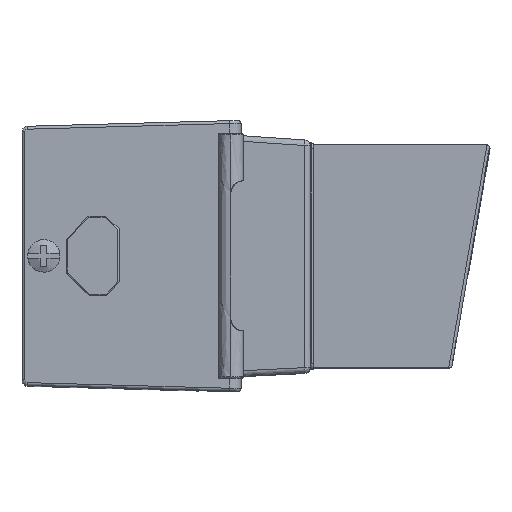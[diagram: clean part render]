
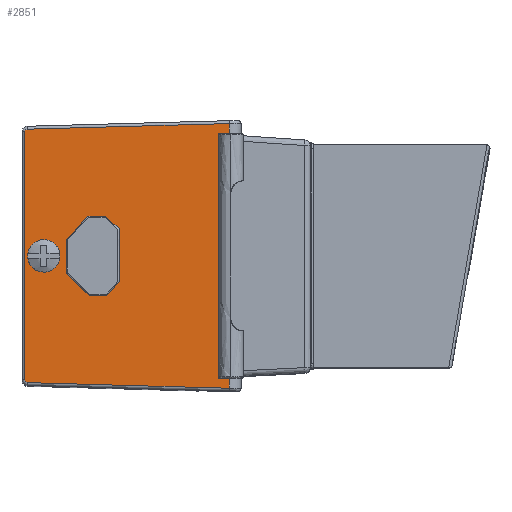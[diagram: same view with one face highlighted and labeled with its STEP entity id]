
A CAD part, top view. The second image highlights one B-rep face of the part: STEP entity #2851.
In plain terms, the highlighted free-form (B-spline) face has degree [1, 1] with [2, 2] control points.
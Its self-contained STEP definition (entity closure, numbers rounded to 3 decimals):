
#2177=CARTESIAN_POINT('',(17.2,20.8,44.));
#2178=VERTEX_POINT('',#2177);
#2185=CARTESIAN_POINT('',(15.3,20.8,44.));
#2186=VERTEX_POINT('',#2185);
#2187=CARTESIAN_POINT('',(17.2,20.8,44.));
#2188=CARTESIAN_POINT('',(15.3,20.8,44.));
#2189=B_SPLINE_CURVE_WITH_KNOTS('',1,(#2187,#2188),.POLYLINE_FORM.,.F.,.U.,(2,2),(0.,0.487),.UNSPECIFIED.);
#2190=EDGE_CURVE('',#2178,#2186,#2189,.T.);
#2221=CARTESIAN_POINT('',(15.3,-20.8,44.));
#2222=VERTEX_POINT('',#2221);
#2223=CARTESIAN_POINT('',(15.3,20.8,44.));
#2224=CARTESIAN_POINT('',(15.3,-20.8,44.));
#2225=B_SPLINE_CURVE_WITH_KNOTS('',1,(#2223,#2224),.POLYLINE_FORM.,.F.,.U.,(2,2),(0.,1.),.UNSPECIFIED.);
#2226=EDGE_CURVE('',#2186,#2222,#2225,.T.);
#2241=CARTESIAN_POINT('',(17.2,-20.8,44.));
#2242=VERTEX_POINT('',#2241);
#2243=CARTESIAN_POINT('',(15.3,-20.8,44.));
#2244=CARTESIAN_POINT('',(17.2,-20.8,44.));
#2245=B_SPLINE_CURVE_WITH_KNOTS('',1,(#2243,#2244),.POLYLINE_FORM.,.F.,.U.,(2,2),(0.513,1.),.UNSPECIFIED.);
#2246=EDGE_CURVE('',#2222,#2242,#2245,.T.);
#2557=CARTESIAN_POINT('',(17.2,22.478,44.));
#2558=VERTEX_POINT('',#2557);
#2566=CARTESIAN_POINT('',(-17.062,21.526,44.));
#2567=VERTEX_POINT('',#2566);
#2575=CARTESIAN_POINT('',(-17.062,21.526,44.));
#2576=CARTESIAN_POINT('',(17.2,22.478,44.));
#2577=B_SPLINE_CURVE_WITH_KNOTS('',1,(#2575,#2576),.POLYLINE_FORM.,.F.,.U.,(2,2),(0.056,1.),.UNSPECIFIED.);
#2578=EDGE_CURVE('',#2567,#2558,#2577,.T.);
#2713=CARTESIAN_POINT('',(17.2,22.478,44.));
#2714=CARTESIAN_POINT('',(17.2,20.8,44.));
#2715=B_SPLINE_CURVE_WITH_KNOTS('',1,(#2713,#2714),.POLYLINE_FORM.,.F.,.U.,(2,2),(0.954,0.989),.UNSPECIFIED.);
#2716=EDGE_CURVE('',#2558,#2178,#2715,.T.);
#2724=CARTESIAN_POINT('',(21.503,25.337,44.));
#2725=CARTESIAN_POINT('',(21.503,-25.337,44.));
#2726=CARTESIAN_POINT('',(-29.17,25.337,44.));
#2727=CARTESIAN_POINT('',(-29.17,-25.337,44.));
#2728=B_SPLINE_SURFACE_WITH_KNOTS('',1,1,((#2724,#2725),(#2726,#2727)),.PLANE_SURF.,.F.,.F.,.U.,(2,2),(2,2),(0.,1.),(0.,1.),.UNSPECIFIED.);
#2729=ORIENTED_EDGE('',*,*,#2246,.F.);
#2730=ORIENTED_EDGE('',*,*,#2226,.F.);
#2731=ORIENTED_EDGE('',*,*,#2190,.F.);
#2732=ORIENTED_EDGE('',*,*,#2716,.F.);
#2733=ORIENTED_EDGE('',*,*,#2578,.F.);
#2734=CARTESIAN_POINT('',(-17.5,21.076,44.));
#2735=VERTEX_POINT('',#2734);
#2736=CARTESIAN_POINT('',(-17.062,21.526,44.));
#2737=CARTESIAN_POINT('',(-17.5,21.514,44.));
#2738=CARTESIAN_POINT('',(-17.5,21.076,44.));
#2739=(BOUNDED_CURVE()B_SPLINE_CURVE(2,(#2736,#2737,#2738),.CIRCULAR_ARC.,.F.,.U.)B_SPLINE_CURVE_WITH_KNOTS((3,3),(0.,1.),.UNSPECIFIED.)CURVE()GEOMETRIC_REPRESENTATION_ITEM()RATIONAL_B_SPLINE_CURVE((1.,0.717,1.))REPRESENTATION_ITEM(''));
#2740=EDGE_CURVE('',#2567,#2735,#2739,.T.);
#2741=ORIENTED_EDGE('',*,*,#2740,.T.);
#2742=CARTESIAN_POINT('',(-17.5,-21.076,44.));
#2743=VERTEX_POINT('',#2742);
#2744=CARTESIAN_POINT('',(-17.5,21.076,44.));
#2745=CARTESIAN_POINT('',(-17.5,-21.076,44.));
#2746=B_SPLINE_CURVE_WITH_KNOTS('',1,(#2744,#2745),.POLYLINE_FORM.,.F.,.U.,(2,2),(0.,1.),.UNSPECIFIED.);
#2747=EDGE_CURVE('',#2735,#2743,#2746,.T.);
#2748=ORIENTED_EDGE('',*,*,#2747,.T.);
#2749=CARTESIAN_POINT('',(-17.062,-21.526,44.));
#2750=VERTEX_POINT('',#2749);
#2751=CARTESIAN_POINT('',(-17.5,-21.076,44.));
#2752=CARTESIAN_POINT('',(-17.5,-21.514,44.));
#2753=CARTESIAN_POINT('',(-17.062,-21.526,44.));
#2754=(BOUNDED_CURVE()B_SPLINE_CURVE(2,(#2751,#2752,#2753),.CIRCULAR_ARC.,.F.,.U.)B_SPLINE_CURVE_WITH_KNOTS((3,3),(0.,1.),.UNSPECIFIED.)CURVE()GEOMETRIC_REPRESENTATION_ITEM()RATIONAL_B_SPLINE_CURVE((1.,0.717,1.))REPRESENTATION_ITEM(''));
#2755=EDGE_CURVE('',#2743,#2750,#2754,.T.);
#2756=ORIENTED_EDGE('',*,*,#2755,.T.);
#2757=CARTESIAN_POINT('',(17.2,-22.478,44.));
#2758=VERTEX_POINT('',#2757);
#2759=CARTESIAN_POINT('',(-17.062,-21.526,44.));
#2760=CARTESIAN_POINT('',(17.2,-22.478,44.));
#2761=B_SPLINE_CURVE_WITH_KNOTS('',1,(#2759,#2760),.POLYLINE_FORM.,.F.,.U.,(2,2),(0.,0.944),.UNSPECIFIED.);
#2762=EDGE_CURVE('',#2750,#2758,#2761,.T.);
#2763=ORIENTED_EDGE('',*,*,#2762,.T.);
#2764=CARTESIAN_POINT('',(17.2,-22.478,44.));
#2765=CARTESIAN_POINT('',(17.2,-20.8,44.));
#2766=B_SPLINE_CURVE_WITH_KNOTS('',1,(#2764,#2765),.POLYLINE_FORM.,.F.,.U.,(2,2),(0.011,0.046),.UNSPECIFIED.);
#2767=EDGE_CURVE('',#2758,#2242,#2766,.T.);
#2768=ORIENTED_EDGE('',*,*,#2767,.T.);
#2769=EDGE_LOOP('',(#2729,#2730,#2731,#2732,#2733,#2741,#2748,#2756,#2763,#2768));
#2770=FACE_OUTER_BOUND('',#2769,.T.);
#2771=CARTESIAN_POINT('',(-10.5,-3.,44.));
#2772=VERTEX_POINT('',#2771);
#2773=CARTESIAN_POINT('',(-10.5,2.801,44.));
#2774=VERTEX_POINT('',#2773);
#2775=CARTESIAN_POINT('',(-10.5,-3.,44.));
#2776=CARTESIAN_POINT('',(-10.5,2.801,44.));
#2777=B_SPLINE_CURVE_WITH_KNOTS('',1,(#2775,#2776),.POLYLINE_FORM.,.F.,.U.,(2,2),(0.291,0.724),.UNSPECIFIED.);
#2778=EDGE_CURVE('',#2772,#2774,#2777,.T.);
#2779=ORIENTED_EDGE('',*,*,#2778,.T.);
#2780=CARTESIAN_POINT('',(-6.8,6.7,44.));
#2781=VERTEX_POINT('',#2780);
#2782=CARTESIAN_POINT('',(-10.5,2.801,44.));
#2783=CARTESIAN_POINT('',(-6.8,6.7,44.));
#2784=B_SPLINE_CURVE_WITH_KNOTS('',1,(#2782,#2783),.POLYLINE_FORM.,.F.,.U.,(2,2),(0.,1.),.UNSPECIFIED.);
#2785=EDGE_CURVE('',#2774,#2781,#2784,.T.);
#2786=ORIENTED_EDGE('',*,*,#2785,.T.);
#2787=CARTESIAN_POINT('',(-3.8,6.7,44.));
#2788=VERTEX_POINT('',#2787);
#2789=CARTESIAN_POINT('',(-6.8,6.7,44.));
#2790=CARTESIAN_POINT('',(-3.8,6.7,44.));
#2791=B_SPLINE_CURVE_WITH_KNOTS('',1,(#2789,#2790),.POLYLINE_FORM.,.F.,.U.,(2,2),(0.256,0.589),.UNSPECIFIED.);
#2792=EDGE_CURVE('',#2781,#2788,#2791,.T.);
#2793=ORIENTED_EDGE('',*,*,#2792,.T.);
#2794=CARTESIAN_POINT('',(-1.5,4.6,44.));
#2795=VERTEX_POINT('',#2794);
#2796=CARTESIAN_POINT('',(-3.8,6.7,44.));
#2797=CARTESIAN_POINT('',(-1.5,4.6,44.));
#2798=B_SPLINE_CURVE_WITH_KNOTS('',1,(#2796,#2797),.POLYLINE_FORM.,.F.,.U.,(2,2),(0.,1.),.UNSPECIFIED.);
#2799=EDGE_CURVE('',#2788,#2795,#2798,.T.);
#2800=ORIENTED_EDGE('',*,*,#2799,.T.);
#2801=CARTESIAN_POINT('',(-1.5,-4.4,44.));
#2802=VERTEX_POINT('',#2801);
#2803=CARTESIAN_POINT('',(-1.5,4.6,44.));
#2804=CARTESIAN_POINT('',(-1.5,-4.4,44.));
#2805=B_SPLINE_CURVE_WITH_KNOTS('',1,(#2803,#2804),.POLYLINE_FORM.,.F.,.U.,(2,2),(0.172,0.843),.UNSPECIFIED.);
#2806=EDGE_CURVE('',#2795,#2802,#2805,.T.);
#2807=ORIENTED_EDGE('',*,*,#2806,.T.);
#2808=CARTESIAN_POINT('',(-3.6,-6.7,44.));
#2809=VERTEX_POINT('',#2808);
#2810=CARTESIAN_POINT('',(-1.5,-4.4,44.));
#2811=CARTESIAN_POINT('',(-3.6,-6.7,44.));
#2812=B_SPLINE_CURVE_WITH_KNOTS('',1,(#2810,#2811),.POLYLINE_FORM.,.F.,.U.,(2,2),(0.,1.),.UNSPECIFIED.);
#2813=EDGE_CURVE('',#2802,#2809,#2812,.T.);
#2814=ORIENTED_EDGE('',*,*,#2813,.T.);
#2815=CARTESIAN_POINT('',(-6.601,-6.7,44.));
#2816=VERTEX_POINT('',#2815);
#2817=CARTESIAN_POINT('',(-3.6,-6.7,44.));
#2818=CARTESIAN_POINT('',(-6.601,-6.7,44.));
#2819=B_SPLINE_CURVE_WITH_KNOTS('',1,(#2817,#2818),.POLYLINE_FORM.,.F.,.U.,(2,2),(0.433,0.767),.UNSPECIFIED.);
#2820=EDGE_CURVE('',#2809,#2816,#2819,.T.);
#2821=ORIENTED_EDGE('',*,*,#2820,.T.);
#2822=CARTESIAN_POINT('',(-6.601,-6.7,44.));
#2823=CARTESIAN_POINT('',(-10.5,-3.,44.));
#2824=B_SPLINE_CURVE_WITH_KNOTS('',1,(#2822,#2823),.POLYLINE_FORM.,.F.,.U.,(2,2),(0.,1.),.UNSPECIFIED.);
#2825=EDGE_CURVE('',#2816,#2772,#2824,.T.);
#2826=ORIENTED_EDGE('',*,*,#2825,.T.);
#2827=EDGE_LOOP('',(#2779,#2786,#2793,#2800,#2807,#2814,#2821,#2826));
#2828=FACE_BOUND('',#2827,.T.);
#2829=CARTESIAN_POINT('',(-14.3,2.75,44.));
#2830=VERTEX_POINT('',#2829);
#2831=CARTESIAN_POINT('',(-14.3,-2.75,44.));
#2832=VERTEX_POINT('',#2831);
#2833=CARTESIAN_POINT('',(-14.3,2.75,44.));
#2834=CARTESIAN_POINT('',(-11.55,2.75,44.));
#2835=CARTESIAN_POINT('',(-11.55,0.,44.));
#2836=CARTESIAN_POINT('',(-11.55,-2.75,44.));
#2837=CARTESIAN_POINT('',(-14.3,-2.75,44.));
#2838=(BOUNDED_CURVE()B_SPLINE_CURVE(2,(#2833,#2834,#2835,#2836,#2837),.CIRCULAR_ARC.,.F.,.U.)B_SPLINE_CURVE_WITH_KNOTS((3,2,3),(0.,0.25,0.5),.UNSPECIFIED.)CURVE()GEOMETRIC_REPRESENTATION_ITEM()RATIONAL_B_SPLINE_CURVE((1.,0.707,1.,0.707,1.))REPRESENTATION_ITEM(''));
#2839=EDGE_CURVE('',#2830,#2832,#2838,.T.);
#2840=ORIENTED_EDGE('',*,*,#2839,.T.);
#2841=CARTESIAN_POINT('',(-14.3,-2.75,44.));
#2842=CARTESIAN_POINT('',(-17.05,-2.75,44.));
#2843=CARTESIAN_POINT('',(-17.05,0.,44.));
#2844=CARTESIAN_POINT('',(-17.05,2.75,44.));
#2845=CARTESIAN_POINT('',(-14.3,2.75,44.));
#2846=(BOUNDED_CURVE()B_SPLINE_CURVE(2,(#2841,#2842,#2843,#2844,#2845),.CIRCULAR_ARC.,.F.,.U.)B_SPLINE_CURVE_WITH_KNOTS((3,2,3),(0.,0.5,1.),.UNSPECIFIED.)CURVE()GEOMETRIC_REPRESENTATION_ITEM()RATIONAL_B_SPLINE_CURVE((1.,0.707,1.,0.707,1.))REPRESENTATION_ITEM(''));
#2847=EDGE_CURVE('',#2832,#2830,#2846,.T.);
#2848=ORIENTED_EDGE('',*,*,#2847,.T.);
#2849=EDGE_LOOP('',(#2840,#2848));
#2850=FACE_BOUND('',#2849,.T.);
#2851=ADVANCED_FACE('',(#2770,#2828,#2850),#2728,.T.);
